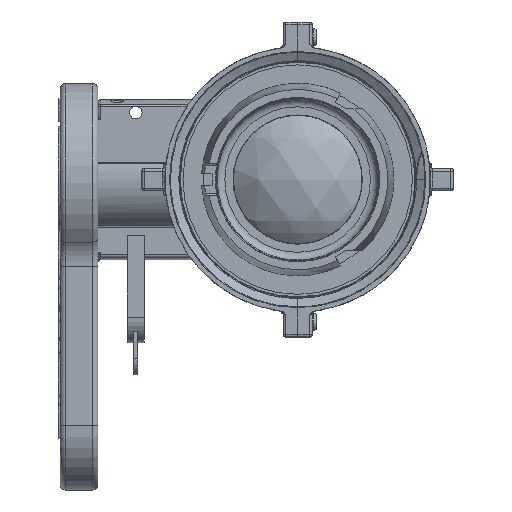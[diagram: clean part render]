
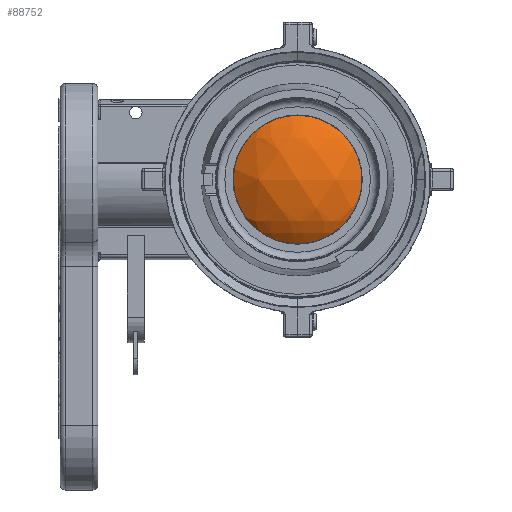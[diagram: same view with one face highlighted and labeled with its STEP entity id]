
A CAD part, left-side view. The second image highlights one B-rep face of the part: STEP entity #88752.
In plain terms, the highlighted free-form (B-spline) face has degree [2, 2] with [3, 9] control points.
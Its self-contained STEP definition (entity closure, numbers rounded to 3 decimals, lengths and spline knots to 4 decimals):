
#174=(
BOUNDED_SURFACE()
B_SPLINE_SURFACE(2,2,((#164012,#164013,#164014,#164015,#164016,#164017,
#164018,#164019,#164020),(#164021,#164022,#164023,#164024,#164025,#164026,
#164027,#164028,#164029),(#164030,#164031,#164032,#164033,#164034,#164035,
#164036,#164037,#164038)),.UNSPECIFIED.,.F.,.T.,.F.)
B_SPLINE_SURFACE_WITH_KNOTS((3,3),(3,2,2,2,3),(-3.9167,-2.3665),
(0.,1.5708,3.1416,4.7124,6.2832),
 .UNSPECIFIED.)
GEOMETRIC_REPRESENTATION_ITEM()
RATIONAL_B_SPLINE_SURFACE(((1.,0.707,1.,0.707,1.,
0.707,1.,0.707,1.),(0.714,0.505,
0.714,0.505,0.714,0.505,
0.714,0.505,0.714),(1.,0.707,
1.,0.707,1.,0.707,1.,0.707,1.)))
REPRESENTATION_ITEM('')
SURFACE()
);
#397=ELLIPSE('',#95634,1.235,1.2326);
#2737=FACE_BOUND('',#17141,.T.);
#4794=B_SPLINE_CURVE_WITH_KNOTS('',3,(#164044,#164045,#164046,#164047,#164048,
#164049,#164050,#164051,#164052,#164053,#164054,#164055,#164056,#164057,
#164058,#164059,#164060,#164061),.UNSPECIFIED.,.F.,.F.,(4,2,2,2,2,2,2,2,
4),(0.0519,0.6203,1.0847,1.1236,
1.1626,1.2408,1.3978,1.7186,2.1159),
 .UNSPECIFIED.);
#4795=B_SPLINE_CURVE_WITH_KNOTS('',3,(#164065,#164066,#164067,#164068,#164069,
#164070,#164071,#164072,#164073,#164074,#164075,#164076,#164077,#164078,
#164079,#164080,#164081,#164082),.UNSPECIFIED.,.F.,.F.,(4,2,2,2,2,2,2,2,
4),(0.0519,0.6203,1.0847,1.1236,
1.1626,1.2408,1.3978,1.7186,2.1159),
 .UNSPECIFIED.);
#11892=FACE_OUTER_BOUND('',#17140,.T.);
#17140=EDGE_LOOP('',(#81658,#81659,#81660,#81661));
#17141=EDGE_LOOP('',(#81662,#81663,#81664,#81665));
#35963=CIRCLE('',#95632,0.8822);
#35965=CIRCLE('',#95635,0.8822);
#35966=CIRCLE('',#95636,1.1744);
#35967=CIRCLE('',#95637,1.1744);
#44225=VERTEX_POINT('',#164008);
#44227=VERTEX_POINT('',#164039);
#44228=VERTEX_POINT('',#164042);
#44229=VERTEX_POINT('',#164043);
#44230=VERTEX_POINT('',#164062);
#44231=VERTEX_POINT('',#164064);
#56783=EDGE_CURVE('',#44225,#44225,#35963,.T.);
#56785=EDGE_CURVE('',#44225,#44227,#397,.T.);
#56786=EDGE_CURVE('',#44227,#44227,#35965,.T.);
#56787=EDGE_CURVE('',#44228,#44229,#4794,.T.);
#56788=EDGE_CURVE('',#44230,#44228,#35966,.T.);
#56789=EDGE_CURVE('',#44231,#44230,#4795,.T.);
#56790=EDGE_CURVE('',#44229,#44231,#35967,.T.);
#81658=ORIENTED_EDGE('',*,*,#56785,.T.);
#81659=ORIENTED_EDGE('',*,*,#56786,.T.);
#81660=ORIENTED_EDGE('',*,*,#56785,.F.);
#81661=ORIENTED_EDGE('',*,*,#56783,.F.);
#81662=ORIENTED_EDGE('',*,*,#56787,.F.);
#81663=ORIENTED_EDGE('',*,*,#56788,.F.);
#81664=ORIENTED_EDGE('',*,*,#56789,.F.);
#81665=ORIENTED_EDGE('',*,*,#56790,.F.);
#88752=ADVANCED_FACE('',(#11892,#2737),#174,.F.);
#95632=AXIS2_PLACEMENT_3D('',#164009,#116084,#116085);
#95634=AXIS2_PLACEMENT_3D('',#164040,#116088,#116089);
#95635=AXIS2_PLACEMENT_3D('',#164041,#116090,#116091);
#95636=AXIS2_PLACEMENT_3D('',#164063,#116092,#116093);
#95637=AXIS2_PLACEMENT_3D('',#164083,#116094,#116095);
#116084=DIRECTION('center_axis',(-1.,0.,0.));
#116085=DIRECTION('ref_axis',(0.,0.,1.));
#116088=DIRECTION('center_axis',(0.,-1.,0.));
#116089=DIRECTION('ref_axis',(0.,0.,1.));
#116090=DIRECTION('center_axis',(-1.,0.,0.));
#116091=DIRECTION('ref_axis',(0.,0.,1.));
#116092=DIRECTION('center_axis',(-1.,0.,0.));
#116093=DIRECTION('ref_axis',(0.,0.882,-0.472));
#116094=DIRECTION('center_axis',(1.,0.,0.));
#116095=DIRECTION('ref_axis',(0.,0.882,0.472));
#164008=CARTESIAN_POINT('',(-0.8626,0.,-0.8822));
#164009=CARTESIAN_POINT('Origin',(-0.8626,0.,0.));
#164012=CARTESIAN_POINT('Ctrl Pts',(0.8626,0.,-0.8822));
#164013=CARTESIAN_POINT('Ctrl Pts',(0.8626,-0.8822,
-0.8822));
#164014=CARTESIAN_POINT('Ctrl Pts',(0.8626,-0.8822,
0.));
#164015=CARTESIAN_POINT('Ctrl Pts',(0.8626,-0.8822,
0.8822));
#164016=CARTESIAN_POINT('Ctrl Pts',(0.8626,0.,0.8822));
#164017=CARTESIAN_POINT('Ctrl Pts',(0.8626,0.8822,
0.8822));
#164018=CARTESIAN_POINT('Ctrl Pts',(0.8626,0.8822,
0.));
#164019=CARTESIAN_POINT('Ctrl Pts',(0.8626,0.8822,
-0.8822));
#164020=CARTESIAN_POINT('Ctrl Pts',(0.8626,0.,-0.8822));
#164021=CARTESIAN_POINT('Ctrl Pts',(0.,0.,-1.7289));
#164022=CARTESIAN_POINT('Ctrl Pts',(0.,-1.7289,
-1.7289));
#164023=CARTESIAN_POINT('Ctrl Pts',(0.,-1.7289,
0.));
#164024=CARTESIAN_POINT('Ctrl Pts',(0.,-1.7289,
1.7289));
#164025=CARTESIAN_POINT('Ctrl Pts',(0.,0.,1.7289));
#164026=CARTESIAN_POINT('Ctrl Pts',(0.,1.7289,
1.7289));
#164027=CARTESIAN_POINT('Ctrl Pts',(0.,1.7289,
0.));
#164028=CARTESIAN_POINT('Ctrl Pts',(0.,1.7289,
-1.7289));
#164029=CARTESIAN_POINT('Ctrl Pts',(0.,0.,-1.7289));
#164030=CARTESIAN_POINT('Ctrl Pts',(-0.8626,0.,-0.8822));
#164031=CARTESIAN_POINT('Ctrl Pts',(-0.8626,-0.8822,
-0.8822));
#164032=CARTESIAN_POINT('Ctrl Pts',(-0.8626,-0.8822,
0.));
#164033=CARTESIAN_POINT('Ctrl Pts',(-0.8626,-0.8822,
0.8822));
#164034=CARTESIAN_POINT('Ctrl Pts',(-0.8626,0.,0.8822));
#164035=CARTESIAN_POINT('Ctrl Pts',(-0.8626,0.8822,
0.8822));
#164036=CARTESIAN_POINT('Ctrl Pts',(-0.8626,0.8822,
0.));
#164037=CARTESIAN_POINT('Ctrl Pts',(-0.8626,0.8822,
-0.8822));
#164038=CARTESIAN_POINT('Ctrl Pts',(-0.8626,0.,-0.8822));
#164039=CARTESIAN_POINT('',(0.8626,0.,-0.8822));
#164040=CARTESIAN_POINT('Origin',(0.,0.,0.));
#164041=CARTESIAN_POINT('Origin',(0.8626,0.,0.));
#164042=CARTESIAN_POINT('',(0.3813,1.0353,-0.5543));
#164043=CARTESIAN_POINT('',(-0.3813,1.0353,-0.5543));
#164044=CARTESIAN_POINT('Ctrl Pts',(0.3813,1.0353,
-0.5543));
#164045=CARTESIAN_POINT('Ctrl Pts',(0.3201,1.0353,
-0.5967));
#164046=CARTESIAN_POINT('Ctrl Pts',(0.2521,1.0353,
-0.6286));
#164047=CARTESIAN_POINT('Ctrl Pts',(0.1216,1.0353,
-0.665));
#164048=CARTESIAN_POINT('Ctrl Pts',(0.0609,1.0353,
-0.6733));
#164049=CARTESIAN_POINT('Ctrl Pts',(-0.0051,1.0353,
-0.6733));
#164050=CARTESIAN_POINT('Ctrl Pts',(-0.0102,1.0353,
-0.6733));
#164051=CARTESIAN_POINT('Ctrl Pts',(-0.0205,1.0353,
-0.6731));
#164052=CARTESIAN_POINT('Ctrl Pts',(-0.0256,1.0353,
-0.6729));
#164053=CARTESIAN_POINT('Ctrl Pts',(-0.0409,1.0353,
-0.6722));
#164054=CARTESIAN_POINT('Ctrl Pts',(-0.0512,1.0353,
-0.6715));
#164055=CARTESIAN_POINT('Ctrl Pts',(-0.0819,1.0353,
-0.6686));
#164056=CARTESIAN_POINT('Ctrl Pts',(-0.1023,1.0353,
-0.6658));
#164057=CARTESIAN_POINT('Ctrl Pts',(-0.164,1.0353,
-0.6543));
#164058=CARTESIAN_POINT('Ctrl Pts',(-0.2045,1.0353,
-0.6428));
#164059=CARTESIAN_POINT('Ctrl Pts',(-0.2923,1.0353,
-0.6085));
#164060=CARTESIAN_POINT('Ctrl Pts',(-0.3385,1.0353,
-0.584));
#164061=CARTESIAN_POINT('Ctrl Pts',(-0.3813,1.0353,
-0.5543));
#164062=CARTESIAN_POINT('',(0.3813,1.0353,0.5543));
#164063=CARTESIAN_POINT('Origin',(0.3813,0.,
0.));
#164064=CARTESIAN_POINT('',(-0.3813,1.0353,0.5543));
#164065=CARTESIAN_POINT('Ctrl Pts',(-0.3813,1.0353,
0.5543));
#164066=CARTESIAN_POINT('Ctrl Pts',(-0.3201,1.0353,
0.5967));
#164067=CARTESIAN_POINT('Ctrl Pts',(-0.2521,1.0353,
0.6286));
#164068=CARTESIAN_POINT('Ctrl Pts',(-0.1216,1.0353,
0.665));
#164069=CARTESIAN_POINT('Ctrl Pts',(-0.0609,1.0353,
0.6733));
#164070=CARTESIAN_POINT('Ctrl Pts',(0.0051,1.0353,
0.6733));
#164071=CARTESIAN_POINT('Ctrl Pts',(0.0102,1.0353,
0.6733));
#164072=CARTESIAN_POINT('Ctrl Pts',(0.0205,1.0353,
0.6731));
#164073=CARTESIAN_POINT('Ctrl Pts',(0.0256,1.0353,
0.6729));
#164074=CARTESIAN_POINT('Ctrl Pts',(0.0409,1.0353,
0.6722));
#164075=CARTESIAN_POINT('Ctrl Pts',(0.0512,1.0353,
0.6715));
#164076=CARTESIAN_POINT('Ctrl Pts',(0.0819,1.0353,
0.6686));
#164077=CARTESIAN_POINT('Ctrl Pts',(0.1023,1.0353,
0.6658));
#164078=CARTESIAN_POINT('Ctrl Pts',(0.164,1.0353,
0.6543));
#164079=CARTESIAN_POINT('Ctrl Pts',(0.2045,1.0353,
0.6428));
#164080=CARTESIAN_POINT('Ctrl Pts',(0.2923,1.0353,
0.6085));
#164081=CARTESIAN_POINT('Ctrl Pts',(0.3385,1.0353,
0.584));
#164082=CARTESIAN_POINT('Ctrl Pts',(0.3813,1.0353,
0.5543));
#164083=CARTESIAN_POINT('Origin',(-0.3813,0.,
0.));
